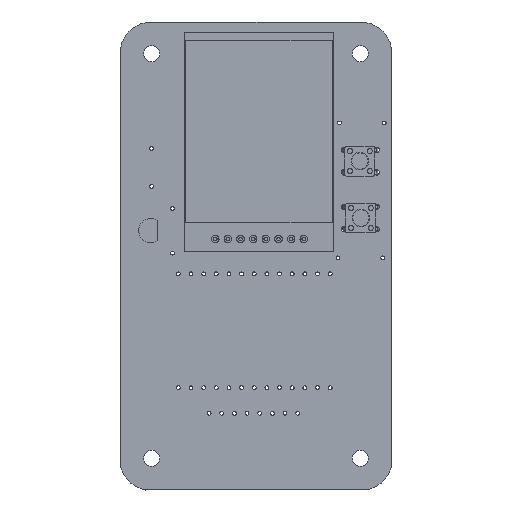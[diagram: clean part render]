
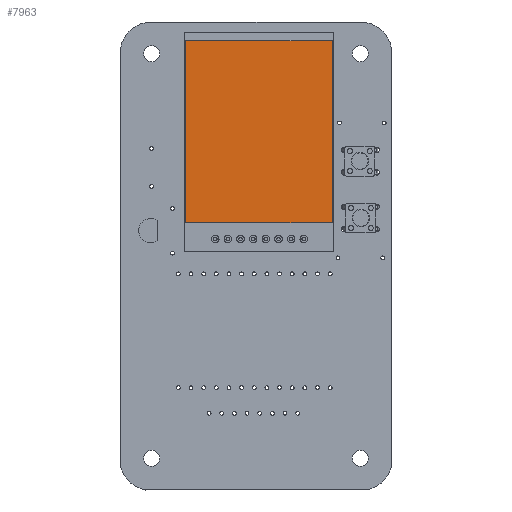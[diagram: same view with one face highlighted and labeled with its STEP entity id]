
A CAD part, top view. The second image highlights one B-rep face of the part: STEP entity #7963.
In plain terms, the highlighted planar face has unit normal (0, 0, 1).
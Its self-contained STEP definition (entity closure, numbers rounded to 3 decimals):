
#7664 = PLANE('',#7665);
#7665 = AXIS2_PLACEMENT_3D('',#7666,#7667,#7668);
#7666 = CARTESIAN_POINT('',(0.25,42.4,1.7));
#7667 = DIRECTION('',(-1.,0.,0.));
#7668 = DIRECTION('',(0.,-1.,0.));
#7689 = VERTEX_POINT('',#7690);
#7690 = CARTESIAN_POINT('',(0.25,5.9,4.7));
#7704 = PLANE('',#7705);
#7705 = AXIS2_PLACEMENT_3D('',#7706,#7707,#7708);
#7706 = CARTESIAN_POINT('',(0.25,5.9,1.7));
#7707 = DIRECTION('',(0.,-1.,0.));
#7708 = DIRECTION('',(1.,0.,0.));
#7716 = EDGE_CURVE('',#7717,#7689,#7719,.T.);
#7717 = VERTEX_POINT('',#7718);
#7718 = CARTESIAN_POINT('',(0.25,42.4,4.7));
#7719 = SURFACE_CURVE('',#7720,(#7724,#7731),.PCURVE_S1.);
#7720 = LINE('',#7721,#7722);
#7721 = CARTESIAN_POINT('',(0.25,5.9,4.7));
#7722 = VECTOR('',#7723,1.);
#7723 = DIRECTION('',(0.,-1.,0.));
#7724 = PCURVE('',#7664,#7725);
#7725 = DEFINITIONAL_REPRESENTATION('',(#7726),#7730);
#7726 = LINE('',#7727,#7728);
#7727 = CARTESIAN_POINT('',(36.5,3.));
#7728 = VECTOR('',#7729,1.);
#7729 = DIRECTION('',(1.,0.));
#7730 = ( GEOMETRIC_REPRESENTATION_CONTEXT(2) 
PARAMETRIC_REPRESENTATION_CONTEXT() REPRESENTATION_CONTEXT('2D SPACE',''
  ) );
#7731 = PCURVE('',#7732,#7737);
#7732 = PLANE('',#7733);
#7733 = AXIS2_PLACEMENT_3D('',#7734,#7735,#7736);
#7734 = CARTESIAN_POINT('',(14.95,24.15,4.7));
#7735 = DIRECTION('',(0.,0.,1.));
#7736 = DIRECTION('',(1.,0.,-0.));
#7737 = DEFINITIONAL_REPRESENTATION('',(#7738),#7742);
#7738 = LINE('',#7739,#7740);
#7739 = CARTESIAN_POINT('',(-14.7,-18.25));
#7740 = VECTOR('',#7741,1.);
#7741 = DIRECTION('',(0.,-1.));
#7742 = ( GEOMETRIC_REPRESENTATION_CONTEXT(2) 
PARAMETRIC_REPRESENTATION_CONTEXT() REPRESENTATION_CONTEXT('2D SPACE',''
  ) );
#7758 = PLANE('',#7759);
#7759 = AXIS2_PLACEMENT_3D('',#7760,#7761,#7762);
#7760 = CARTESIAN_POINT('',(29.65,42.4,1.7));
#7761 = DIRECTION('',(0.,1.,0.));
#7762 = DIRECTION('',(-1.,0.,0.));
#7797 = EDGE_CURVE('',#7798,#7717,#7800,.T.);
#7798 = VERTEX_POINT('',#7799);
#7799 = CARTESIAN_POINT('',(29.65,42.4,4.7));
#7800 = SURFACE_CURVE('',#7801,(#7805,#7812),.PCURVE_S1.);
#7801 = LINE('',#7802,#7803);
#7802 = CARTESIAN_POINT('',(0.25,42.4,4.7));
#7803 = VECTOR('',#7804,1.);
#7804 = DIRECTION('',(-1.,0.,0.));
#7805 = PCURVE('',#7758,#7806);
#7806 = DEFINITIONAL_REPRESENTATION('',(#7807),#7811);
#7807 = LINE('',#7808,#7809);
#7808 = CARTESIAN_POINT('',(29.4,3.));
#7809 = VECTOR('',#7810,1.);
#7810 = DIRECTION('',(1.,0.));
#7811 = ( GEOMETRIC_REPRESENTATION_CONTEXT(2) 
PARAMETRIC_REPRESENTATION_CONTEXT() REPRESENTATION_CONTEXT('2D SPACE',''
  ) );
#7812 = PCURVE('',#7732,#7813);
#7813 = DEFINITIONAL_REPRESENTATION('',(#7814),#7818);
#7814 = LINE('',#7815,#7816);
#7815 = CARTESIAN_POINT('',(-14.7,18.25));
#7816 = VECTOR('',#7817,1.);
#7817 = DIRECTION('',(-1.,0.));
#7818 = ( GEOMETRIC_REPRESENTATION_CONTEXT(2) 
PARAMETRIC_REPRESENTATION_CONTEXT() REPRESENTATION_CONTEXT('2D SPACE',''
  ) );
#7834 = PLANE('',#7835);
#7835 = AXIS2_PLACEMENT_3D('',#7836,#7837,#7838);
#7836 = CARTESIAN_POINT('',(29.65,5.9,1.7));
#7837 = DIRECTION('',(1.,0.,0.));
#7838 = DIRECTION('',(-0.,1.,0.));
#7873 = EDGE_CURVE('',#7874,#7798,#7876,.T.);
#7874 = VERTEX_POINT('',#7875);
#7875 = CARTESIAN_POINT('',(29.65,5.9,4.7));
#7876 = SURFACE_CURVE('',#7877,(#7881,#7888),.PCURVE_S1.);
#7877 = LINE('',#7878,#7879);
#7878 = CARTESIAN_POINT('',(29.65,42.4,4.7));
#7879 = VECTOR('',#7880,1.);
#7880 = DIRECTION('',(0.,1.,0.));
#7881 = PCURVE('',#7834,#7882);
#7882 = DEFINITIONAL_REPRESENTATION('',(#7883),#7887);
#7883 = LINE('',#7884,#7885);
#7884 = CARTESIAN_POINT('',(36.5,3.));
#7885 = VECTOR('',#7886,1.);
#7886 = DIRECTION('',(1.,0.));
#7887 = ( GEOMETRIC_REPRESENTATION_CONTEXT(2) 
PARAMETRIC_REPRESENTATION_CONTEXT() REPRESENTATION_CONTEXT('2D SPACE',''
  ) );
#7888 = PCURVE('',#7732,#7889);
#7889 = DEFINITIONAL_REPRESENTATION('',(#7890),#7894);
#7890 = LINE('',#7891,#7892);
#7891 = CARTESIAN_POINT('',(14.7,18.25));
#7892 = VECTOR('',#7893,1.);
#7893 = DIRECTION('',(0.,1.));
#7894 = ( GEOMETRIC_REPRESENTATION_CONTEXT(2) 
PARAMETRIC_REPRESENTATION_CONTEXT() REPRESENTATION_CONTEXT('2D SPACE',''
  ) );
#7942 = EDGE_CURVE('',#7689,#7874,#7943,.T.);
#7943 = SURFACE_CURVE('',#7944,(#7948,#7955),.PCURVE_S1.);
#7944 = LINE('',#7945,#7946);
#7945 = CARTESIAN_POINT('',(29.65,5.9,4.7));
#7946 = VECTOR('',#7947,1.);
#7947 = DIRECTION('',(1.,0.,0.));
#7948 = PCURVE('',#7704,#7949);
#7949 = DEFINITIONAL_REPRESENTATION('',(#7950),#7954);
#7950 = LINE('',#7951,#7952);
#7951 = CARTESIAN_POINT('',(29.4,3.));
#7952 = VECTOR('',#7953,1.);
#7953 = DIRECTION('',(1.,0.));
#7954 = ( GEOMETRIC_REPRESENTATION_CONTEXT(2) 
PARAMETRIC_REPRESENTATION_CONTEXT() REPRESENTATION_CONTEXT('2D SPACE',''
  ) );
#7955 = PCURVE('',#7732,#7956);
#7956 = DEFINITIONAL_REPRESENTATION('',(#7957),#7961);
#7957 = LINE('',#7958,#7959);
#7958 = CARTESIAN_POINT('',(14.7,-18.25));
#7959 = VECTOR('',#7960,1.);
#7960 = DIRECTION('',(1.,0.));
#7961 = ( GEOMETRIC_REPRESENTATION_CONTEXT(2) 
PARAMETRIC_REPRESENTATION_CONTEXT() REPRESENTATION_CONTEXT('2D SPACE',''
  ) );
#7963 = ADVANCED_FACE('',(#7964),#7732,.T.);
#7964 = FACE_BOUND('',#7965,.T.);
#7965 = EDGE_LOOP('',(#7966,#7967,#7968,#7969));
#7966 = ORIENTED_EDGE('',*,*,#7942,.T.);
#7967 = ORIENTED_EDGE('',*,*,#7873,.T.);
#7968 = ORIENTED_EDGE('',*,*,#7797,.T.);
#7969 = ORIENTED_EDGE('',*,*,#7716,.T.);
